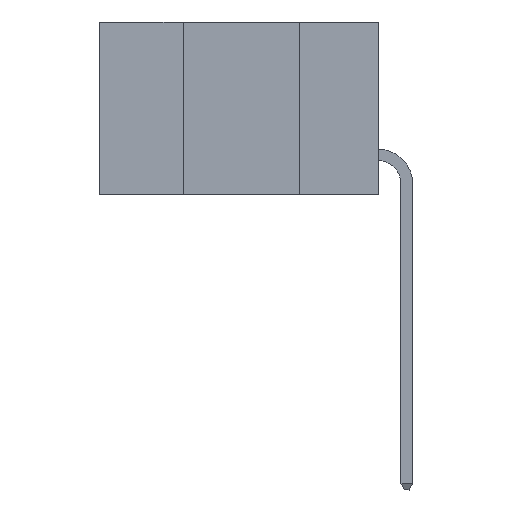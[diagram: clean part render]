
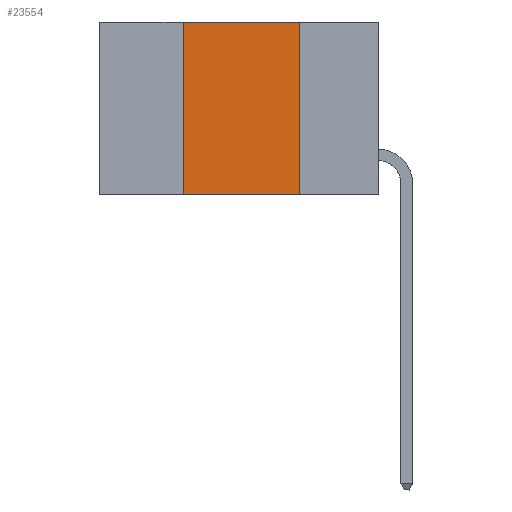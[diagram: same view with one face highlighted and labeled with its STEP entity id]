
A CAD part, left-side view. The second image highlights one B-rep face of the part: STEP entity #23554.
In plain terms, the highlighted planar face has unit normal (-1, 0, 0).
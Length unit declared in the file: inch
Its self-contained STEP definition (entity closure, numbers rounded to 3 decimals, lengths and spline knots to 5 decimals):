
#568 = DIRECTION ( 'NONE',  ( 0., -1., 0. ) ) ;
#1013 = LINE ( 'NONE', #7617, #16385 ) ;
#2350 = CARTESIAN_POINT ( 'NONE',  ( 0., 0.42, -0.37 ) ) ;
#2520 = PLANE ( 'NONE',  #25803 ) ;
#2824 = VECTOR ( 'NONE', #568, 39.37008 ) ;
#2873 = DIRECTION ( 'NONE',  ( 0., -1., 0. ) ) ;
#4048 = FACE_OUTER_BOUND ( 'NONE', #4845, .T. ) ;
#4845 = EDGE_LOOP ( 'NONE', ( #26563, #24361, #23200, #13783 ) ) ;
#7202 = VERTEX_POINT ( 'NONE', #2350 ) ;
#7613 = VERTEX_POINT ( 'NONE', #7779 ) ;
#7617 = CARTESIAN_POINT ( 'NONE',  ( 0., 0.42, 0. ) ) ;
#7779 = CARTESIAN_POINT ( 'NONE',  ( 0., 0.17, -0.37 ) ) ;
#8666 = CARTESIAN_POINT ( 'NONE',  ( 0., 0.42, 0. ) ) ;
#8932 = VECTOR ( 'NONE', #2873, 39.37008 ) ;
#9569 = LINE ( 'NONE', #19674, #8932 ) ;
#11293 = LINE ( 'NONE', #16925, #25683 ) ;
#13081 = EDGE_CURVE ( 'NONE', #7202, #7613, #9569, .T. ) ;
#13783 = ORIENTED_EDGE ( 'NONE', *, *, #13081, .T. ) ;
#14482 = EDGE_CURVE ( 'NONE', #7202, #17399, #1013, .T. ) ;
#16385 = VECTOR ( 'NONE', #26598, 39.37008 ) ;
#16550 = EDGE_CURVE ( 'NONE', #17399, #21859, #23728, .T. ) ;
#16925 = CARTESIAN_POINT ( 'NONE',  ( 0., 0.17, 0. ) ) ;
#16972 = DIRECTION ( 'NONE',  ( 0., 0., -1. ) ) ;
#17005 = EDGE_CURVE ( 'NONE', #21859, #7613, #11293, .T. ) ;
#17389 = CARTESIAN_POINT ( 'NONE',  ( 0., 0.6, 0. ) ) ;
#17399 = VERTEX_POINT ( 'NONE', #8666 ) ;
#19674 = CARTESIAN_POINT ( 'NONE',  ( 0., 0.6, -0.37 ) ) ;
#21037 = DIRECTION ( 'NONE',  ( 1., 0., 0. ) ) ;
#21859 = VERTEX_POINT ( 'NONE', #25367 ) ;
#23144 = CARTESIAN_POINT ( 'NONE',  ( 0., 0.6, 0. ) ) ;
#23200 = ORIENTED_EDGE ( 'NONE', *, *, #14482, .F. ) ;
#23554 = ADVANCED_FACE ( 'NONE', ( #4048 ), #2520, .F. ) ;
#23728 = LINE ( 'NONE', #17389, #2824 ) ;
#24361 = ORIENTED_EDGE ( 'NONE', *, *, #16550, .F. ) ;
#25302 = DIRECTION ( 'NONE',  ( 0., 0., -1. ) ) ;
#25367 = CARTESIAN_POINT ( 'NONE',  ( 0., 0.17, 0. ) ) ;
#25683 = VECTOR ( 'NONE', #25302, 39.37008 ) ;
#25803 = AXIS2_PLACEMENT_3D ( 'NONE', #23144, #21037, #16972 ) ;
#26563 = ORIENTED_EDGE ( 'NONE', *, *, #17005, .F. ) ;
#26598 = DIRECTION ( 'NONE',  ( 0., 0., 1. ) ) ;
